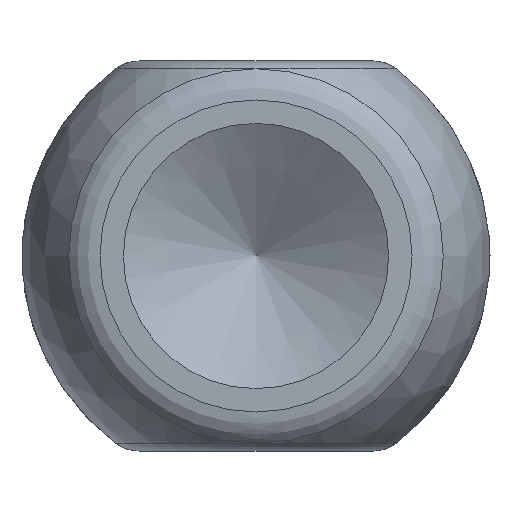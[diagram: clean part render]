
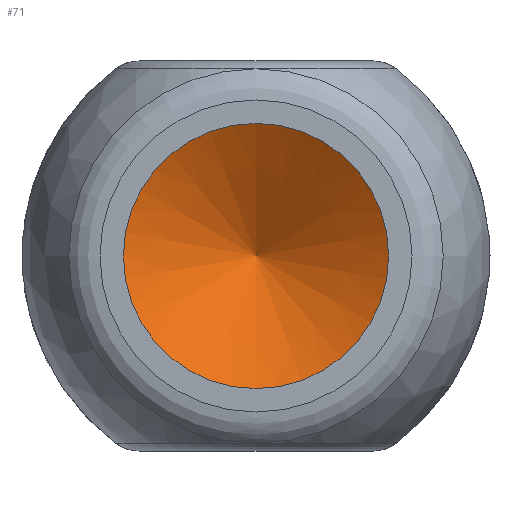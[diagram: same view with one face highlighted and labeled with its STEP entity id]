
A CAD part, left-side view. The second image highlights one B-rep face of the part: STEP entity #71.
In plain terms, the highlighted conical face has half-angle 59 degrees and reference radius 857.167 mm.
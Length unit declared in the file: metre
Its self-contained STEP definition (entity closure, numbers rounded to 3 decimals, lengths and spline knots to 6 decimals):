
#71 = ADVANCED_FACE( '', ( #143, #144 ), #145, .F. );
#143 = FACE_OUTER_BOUND( '', #248, .T. );
#144 = FACE_BOUND( '', #249, .T. );
#145 = CONICAL_SURFACE( '', #250, 0.857167, 1.03 );
#248 = EDGE_LOOP( '', ( #415 ) );
#249 = VERTEX_LOOP( '', #416 );
#250 = AXIS2_PLACEMENT_3D( '', #417, #418, #419 );
#415 = ORIENTED_EDGE( '', *, *, #476, .T. );
#416 = VERTEX_POINT( '', #499 );
#417 = CARTESIAN_POINT( '', ( -0.581245, 0., 0. ) );
#418 = DIRECTION( '', ( -1., 0., 0. ) );
#419 = DIRECTION( '', ( 0., 0., 1. ) );
#476 = EDGE_CURVE( '', #556, #556, #557, .T. );
#499 = CARTESIAN_POINT( '', ( -0.066207, 0., 0. ) );
#556 = VERTEX_POINT( '', #714 );
#557 = CIRCLE( '', #715, 0.0034 );
#714 = CARTESIAN_POINT( '', ( -0.06825, 0., 0.0034 ) );
#715 = AXIS2_PLACEMENT_3D( '', #889, #890, #891 );
#889 = CARTESIAN_POINT( '', ( -0.06825, 0., 0. ) );
#890 = DIRECTION( '', ( -1., 0., 0. ) );
#891 = DIRECTION( '', ( 0., 0., 1. ) );
